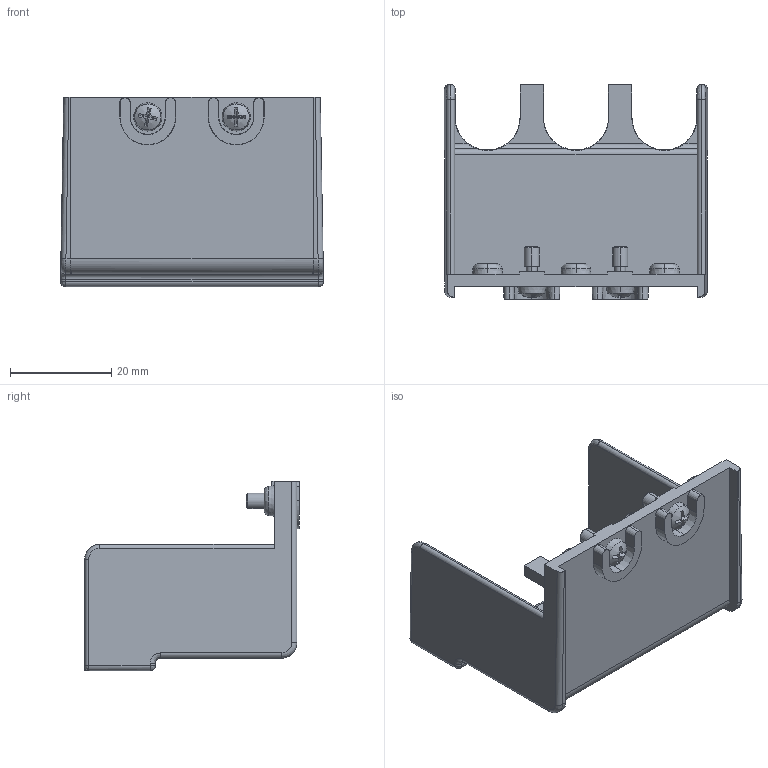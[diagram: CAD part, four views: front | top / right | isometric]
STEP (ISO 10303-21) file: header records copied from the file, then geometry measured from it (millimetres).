
FILE_DESCRIPTION (( 'STEP AP214' ), '1' );
FILE_NAME ('HS3-ML2.step', '2020-05-11T19:41:20', ( '' ), ( '' ), 'SwSTEP 2.0', 'SolidWorks 2019', '' );
FILE_SCHEMA (( 'AUTOMOTIVE_DESIGN' ));
Length unit declared in the file: inch
Products named in the file (2): HS3-ML2
Bounding box: 52.05 x 42.5 x 37.5 mm (x, y, z)
Volume: 11134.2 mm3; surface area: 11380.1 mm2
Topology: 1 solids, 1 shells, 198 faces, 502 edges, 322 vertices
Faces by surface type: plane 87, cylinder 56, cone 31, bspline 24
Entity records: 7352 total; most frequent: CARTESIAN_POINT 1958, ORIENTED_EDGE 1000, DIRECTION 950, EDGE_CURVE 500, AXIS2_PLACEMENT_3D 343, VERTEX_POINT 322, VECTOR 264, LINE 264
